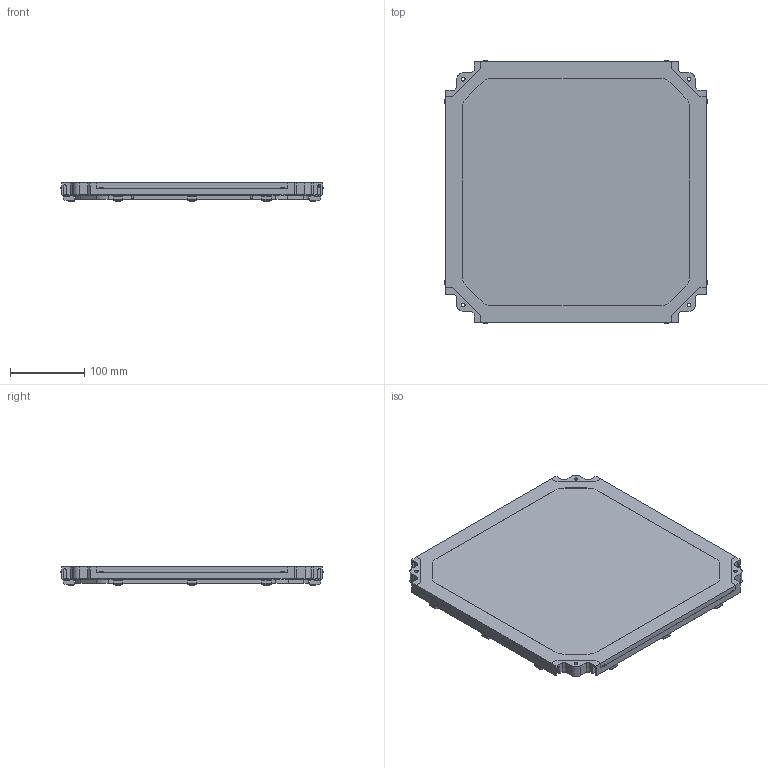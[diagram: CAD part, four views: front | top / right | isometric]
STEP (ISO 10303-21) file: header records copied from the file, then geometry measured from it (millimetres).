
FILE_DESCRIPTION( ( 'STEP AP214' ), '1' );
FILE_NAME( 't_ci44.stp', '2021-04-19T12:46:37', ( 'License CC BY-ND 4.0' ), ( 'CADENAS' ), ' ', 'PARTsolutions', ' ' );
FILE_SCHEMA( ( 'AUTOMOTIVE_DESIGN { 1 0 10303 214 1 1 1 1 }' ) );
Length unit declared in the file: millimetre
Products named in the file (1): _098579
Bounding box: 351.98 x 351.99 x 24.7 mm (x, y, z)
Volume: 655941.1 mm3; surface area: 335589.5 mm2
Topology: 1 solids, 1 shells, 556 faces, 1503 edges, 1002 vertices
Faces by surface type: plane 460, cylinder 94, cone 2
Full cylindrical faces by diameter (mm): 3 x4, 4 x2, 5.2 x4, 6.89 x9
Entity records: 21634 total; most frequent: CARTESIAN_POINT 3037, ORIENTED_EDGE 2960, DIRECTION 2784, EDGE_CURVE 1480, LINE 1290, VECTOR 1290, VERTEX_POINT 1000, AXIS2_PLACEMENT_3D 747
